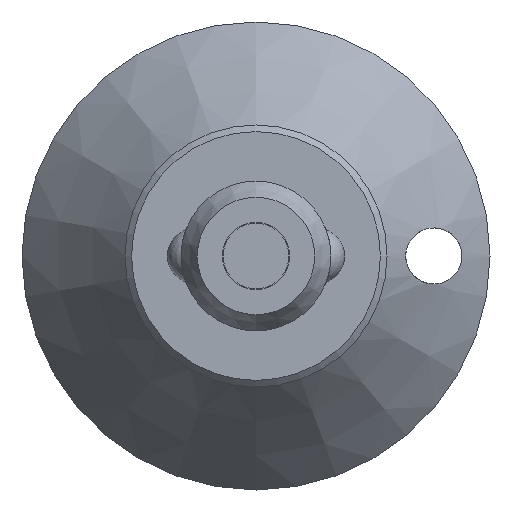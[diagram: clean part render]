
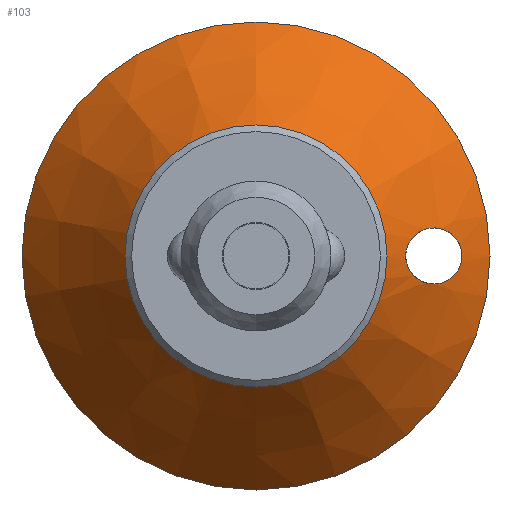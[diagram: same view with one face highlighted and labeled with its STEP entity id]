
A CAD part, front view. The second image highlights one B-rep face of the part: STEP entity #103.
In plain terms, the highlighted conical face has half-angle 37.4 degrees and reference radius 12.5 mm.
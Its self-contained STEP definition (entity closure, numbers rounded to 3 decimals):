
#103 = ADVANCED_FACE( '', ( #224, #225, #226 ), #227, .T. );
#224 = FACE_BOUND( '', #372, .T. );
#225 = FACE_BOUND( '', #373, .T. );
#226 = FACE_OUTER_BOUND( '', #374, .T. );
#227 = CONICAL_SURFACE( '', #375, 12.5, 0.653 );
#372 = EDGE_LOOP( '', ( #532 ) );
#373 = EDGE_LOOP( '', ( #533 ) );
#374 = EDGE_LOOP( '', ( #534 ) );
#375 = AXIS2_PLACEMENT_3D( '', #535, #536, #537 );
#532 = ORIENTED_EDGE( '', *, *, #579, .F. );
#533 = ORIENTED_EDGE( '', *, *, #576, .F. );
#534 = ORIENTED_EDGE( '', *, *, #585, .T. );
#535 = CARTESIAN_POINT( '', ( 0., 24.694, 0. ) );
#536 = DIRECTION( '', ( 0., 1., 0. ) );
#537 = DIRECTION( '', ( 0., 0., 1. ) );
#576 = EDGE_CURVE( '', #653, #653, #654, .T. );
#579 = EDGE_CURVE( '', #657, #657, #658, .T. );
#585 = EDGE_CURVE( '', #665, #665, #666, .T. );
#653 = VERTEX_POINT( '', #864 );
#654 = B_SPLINE_CURVE_WITH_KNOTS( '', 3, ( #865, #866, #867, #868, #869, #870, #871, #872, #873, #874, #875, #876, #877, #878, #879, #880, #881, #882, #883, #884, #885, #886, #887, #888, #889, #890, #891, #892, #893, #894, #895, #896, #897, #898, #899, #900, #901, #902, #903, #904, #905, #906, #907, #908, #909, #910 ), .UNSPECIFIED., .T., .F., ( 2, 2, 2, 2, 2, 2, 2, 2, 2, 2, 2, 2, 2, 2, 2, 2, 2, 2, 2, 2, 2, 2, 2, 2, 2 ), ( 0., 0., 0.001, 0.002, 0.002, 0.003, 0.004, 0.004, 0.005, 0.005, 0.006, 0.006, 0.006, 0.007, 0.007, 0.008, 0.009, 0.009, 0.01, 0.011, 0.011, 0.012, 0.012, 0.013, 0.013 ), .UNSPECIFIED. );
#657 = VERTEX_POINT( '', #913 );
#658 = CIRCLE( '', #914, 7. );
#665 = VERTEX_POINT( '', #921 );
#666 = CIRCLE( '', #922, 12.5 );
#864 = CARTESIAN_POINT( '', ( 8.256, 19.199, -0.838 ) );
#865 = CARTESIAN_POINT( '', ( 8.199, 19.113, -0.754 ) );
#866 = CARTESIAN_POINT( '', ( 8.37, 19.37, -1.008 ) );
#867 = CARTESIAN_POINT( '', ( 8.501, 19.561, -1.132 ) );
#868 = CARTESIAN_POINT( '', ( 8.784, 19.964, -1.329 ) );
#869 = CARTESIAN_POINT( '', ( 8.932, 20.168, -1.397 ) );
#870 = CARTESIAN_POINT( '', ( 9.239, 20.583, -1.486 ) );
#871 = CARTESIAN_POINT( '', ( 9.399, 20.795, -1.505 ) );
#872 = CARTESIAN_POINT( '', ( 9.721, 21.208, -1.492 ) );
#873 = CARTESIAN_POINT( '', ( 9.883, 21.41, -1.461 ) );
#874 = CARTESIAN_POINT( '', ( 10.206, 21.807, -1.335 ) );
#875 = CARTESIAN_POINT( '', ( 10.366, 21.998, -1.241 ) );
#876 = CARTESIAN_POINT( '', ( 10.588, 22.258, -1.038 ) );
#877 = CARTESIAN_POINT( '', ( 10.658, 22.34, -0.96 ) );
#878 = CARTESIAN_POINT( '', ( 10.785, 22.487, -0.782 ) );
#879 = CARTESIAN_POINT( '', ( 10.843, 22.553, -0.68 ) );
#880 = CARTESIAN_POINT( '', ( 10.934, 22.658, -0.455 ) );
#881 = CARTESIAN_POINT( '', ( 10.969, 22.697, -0.33 ) );
#882 = CARTESIAN_POINT( '', ( 11.004, 22.736, -0.073 ) );
#883 = CARTESIAN_POINT( '', ( 11.004, 22.737, 0.063 ) );
#884 = CARTESIAN_POINT( '', ( 10.971, 22.699, 0.323 ) );
#885 = CARTESIAN_POINT( '', ( 10.937, 22.66, 0.448 ) );
#886 = CARTESIAN_POINT( '', ( 10.845, 22.556, 0.674 ) );
#887 = CARTESIAN_POINT( '', ( 10.788, 22.49, 0.777 ) );
#888 = CARTESIAN_POINT( '', ( 10.661, 22.344, 0.955 ) );
#889 = CARTESIAN_POINT( '', ( 10.591, 22.262, 1.034 ) );
#890 = CARTESIAN_POINT( '', ( 10.444, 22.09, 1.17 ) );
#891 = CARTESIAN_POINT( '', ( 10.368, 21.999, 1.227 ) );
#892 = CARTESIAN_POINT( '', ( 10.133, 21.718, 1.372 ) );
#893 = CARTESIAN_POINT( '', ( 9.968, 21.516, 1.435 ) );
#894 = CARTESIAN_POINT( '', ( 9.645, 21.111, 1.502 ) );
#895 = CARTESIAN_POINT( '', ( 9.482, 20.902, 1.508 ) );
#896 = CARTESIAN_POINT( '', ( 9.164, 20.483, 1.471 ) );
#897 = CARTESIAN_POINT( '', ( 9.01, 20.276, 1.427 ) );
#898 = CARTESIAN_POINT( '', ( 8.714, 19.865, 1.288 ) );
#899 = CARTESIAN_POINT( '', ( 8.571, 19.661, 1.192 ) );
#900 = CARTESIAN_POINT( '', ( 8.311, 19.282, 0.933 ) );
#901 = CARTESIAN_POINT( '', ( 8.192, 19.103, 0.769 ) );
#902 = CARTESIAN_POINT( '', ( 8.064, 18.907, 0.447 ) );
#903 = CARTESIAN_POINT( '', ( 8.03, 18.855, 0.327 ) );
#904 = CARTESIAN_POINT( '', ( 7.996, 18.802, 0.07 ) );
#905 = CARTESIAN_POINT( '', ( 7.996, 18.802, -0.066 ) );
#906 = CARTESIAN_POINT( '', ( 8.03, 18.854, -0.324 ) );
#907 = CARTESIAN_POINT( '', ( 8.062, 18.905, -0.444 ) );
#908 = CARTESIAN_POINT( '', ( 8.148, 19.035, -0.659 ) );
#909 = CARTESIAN_POINT( '', ( 8.199, 19.113, -0.754 ) );
#910 = CARTESIAN_POINT( '', ( 8.37, 19.37, -1.008 ) );
#913 = CARTESIAN_POINT( '', ( 0., 17.5, -7. ) );
#914 = AXIS2_PLACEMENT_3D( '', #991, #992, #993 );
#921 = CARTESIAN_POINT( '', ( 0., 24.694, -12.5 ) );
#922 = AXIS2_PLACEMENT_3D( '', #997, #998, #999 );
#991 = CARTESIAN_POINT( '', ( 0., 17.5, 0. ) );
#992 = DIRECTION( '', ( 0., -1., 0. ) );
#993 = DIRECTION( '', ( 0., 0., -1. ) );
#997 = CARTESIAN_POINT( '', ( 0., 24.694, 0. ) );
#998 = DIRECTION( '', ( 0., -1., 0. ) );
#999 = DIRECTION( '', ( 0., 0., -1. ) );
